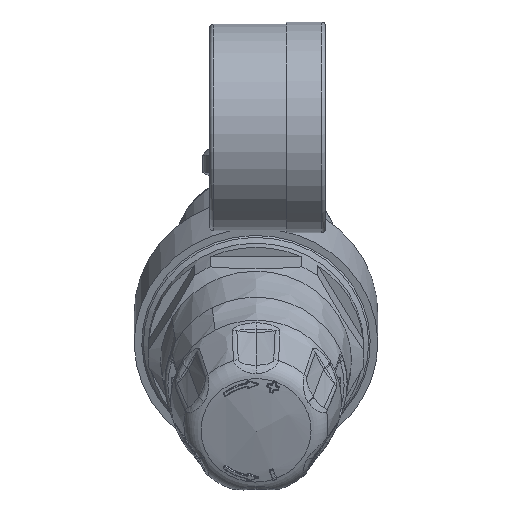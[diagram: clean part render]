
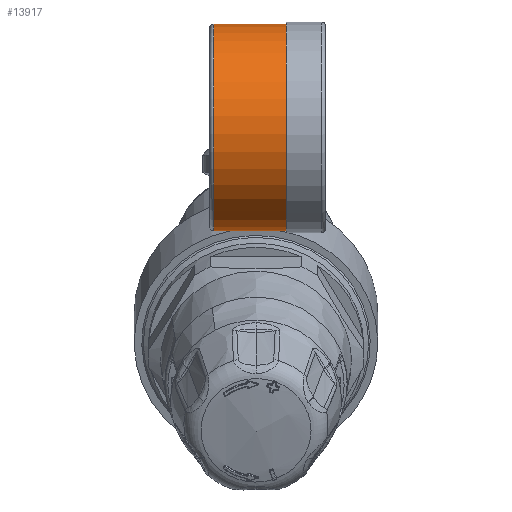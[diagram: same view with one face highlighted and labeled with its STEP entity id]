
A CAD part, top view. The second image highlights one B-rep face of the part: STEP entity #13917.
In plain terms, the highlighted cylindrical face has radius 25.5 mm (diameter 51 mm), a full revolution.
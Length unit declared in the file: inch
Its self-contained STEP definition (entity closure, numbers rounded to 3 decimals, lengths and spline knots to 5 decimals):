
#1305=FACE_BOUND('',#3296,.T.);
#1654=CYLINDRICAL_SURFACE('',#15355,1.00394);
#2459=FACE_OUTER_BOUND('',#3295,.T.);
#3295=EDGE_LOOP('',(#12219,#12220,#12221,#12222,#12223));
#3296=EDGE_LOOP('',(#12224,#12225,#12226,#12227));
#3761=LINE('',#46238,#4221);
#3769=LINE('',#46257,#4229);
#3773=LINE('',#46307,#4233);
#4221=VECTOR('',#18588,0.3937);
#4229=VECTOR('',#18606,0.3937);
#4233=VECTOR('',#18654,1.00394);
#4943=CIRCLE('',#15332,1.00394);
#4944=CIRCLE('',#15334,1.00394);
#4959=CIRCLE('',#15356,1.00394);
#4960=CIRCLE('',#15357,1.00394);
#4961=CIRCLE('',#15358,1.00394);
#6181=VERTEX_POINT('',#46236);
#6182=VERTEX_POINT('',#46237);
#6185=VERTEX_POINT('',#46245);
#6187=VERTEX_POINT('',#46251);
#6201=VERTEX_POINT('',#46302);
#6202=VERTEX_POINT('',#46303);
#6203=VERTEX_POINT('',#46306);
#8186=EDGE_CURVE('',#6181,#6182,#3761,.T.);
#8190=EDGE_CURVE('',#6185,#6181,#4943,.T.);
#8193=EDGE_CURVE('',#6182,#6187,#4944,.T.);
#8196=EDGE_CURVE('',#6187,#6185,#3769,.T.);
#8214=EDGE_CURVE('',#6201,#6202,#4959,.T.);
#8215=EDGE_CURVE('',#6202,#6201,#4960,.T.);
#8216=EDGE_CURVE('',#6202,#6203,#3773,.T.);
#8217=EDGE_CURVE('',#6203,#6203,#4961,.T.);
#12219=ORIENTED_EDGE('',*,*,#8214,.F.);
#12220=ORIENTED_EDGE('',*,*,#8215,.F.);
#12221=ORIENTED_EDGE('',*,*,#8216,.T.);
#12222=ORIENTED_EDGE('',*,*,#8217,.F.);
#12223=ORIENTED_EDGE('',*,*,#8216,.F.);
#12224=ORIENTED_EDGE('',*,*,#8190,.T.);
#12225=ORIENTED_EDGE('',*,*,#8186,.T.);
#12226=ORIENTED_EDGE('',*,*,#8193,.T.);
#12227=ORIENTED_EDGE('',*,*,#8196,.T.);
#13917=ADVANCED_FACE('',(#2459,#1305),#1654,.T.);
#15332=AXIS2_PLACEMENT_3D('',#46246,#18594,#18595);
#15334=AXIS2_PLACEMENT_3D('',#46252,#18600,#18601);
#15355=AXIS2_PLACEMENT_3D('',#46301,#18648,#18649);
#15356=AXIS2_PLACEMENT_3D('',#46304,#18650,#18651);
#15357=AXIS2_PLACEMENT_3D('',#46305,#18652,#18653);
#15358=AXIS2_PLACEMENT_3D('',#46308,#18655,#18656);
#18588=DIRECTION('',(-1.,0.,0.));
#18594=DIRECTION('center_axis',(1.,0.,0.));
#18595=DIRECTION('ref_axis',(0.,-0.961,0.276));
#18600=DIRECTION('center_axis',(-1.,0.,0.));
#18601=DIRECTION('ref_axis',(0.,-0.961,0.276));
#18606=DIRECTION('',(1.,0.,0.));
#18648=DIRECTION('center_axis',(-1.,0.,0.));
#18649=DIRECTION('ref_axis',(0.,-0.961,0.276));
#18650=DIRECTION('center_axis',(-1.,0.,0.));
#18651=DIRECTION('ref_axis',(0.,-0.961,0.276));
#18652=DIRECTION('center_axis',(-1.,0.,0.));
#18653=DIRECTION('ref_axis',(0.,-0.961,0.276));
#18654=DIRECTION('',(1.,0.,0.));
#18655=DIRECTION('center_axis',(1.,0.,0.));
#18656=DIRECTION('ref_axis',(0.,-0.961,0.276));
#46236=CARTESIAN_POINT('',(0.24498,1.33091,2.16524));
#46237=CARTESIAN_POINT('',(-0.24498,1.33091,2.16524));
#46238=CARTESIAN_POINT('',(-0.44875,1.33091,2.16524));
#46245=CARTESIAN_POINT('',(0.24498,0.85995,2.30038));
#46246=CARTESIAN_POINT('Origin',(0.24498,1.36395,3.16864));
#46251=CARTESIAN_POINT('',(-0.24498,0.85995,2.30038));
#46252=CARTESIAN_POINT('Origin',(-0.24498,1.36395,3.16864));
#46257=CARTESIAN_POINT('',(-0.44875,0.85995,2.30038));
#46301=CARTESIAN_POINT('Origin',(-0.44875,1.36395,3.16864));
#46302=CARTESIAN_POINT('',(-0.40938,0.3989,3.44536));
#46303=CARTESIAN_POINT('',(-0.40938,2.32899,2.89191));
#46304=CARTESIAN_POINT('Origin',(-0.40938,1.36395,3.16864));
#46305=CARTESIAN_POINT('Origin',(-0.40938,1.36395,3.16864));
#46306=CARTESIAN_POINT('',(0.29534,2.32899,2.89191));
#46307=CARTESIAN_POINT('',(-0.44875,2.32899,2.89191));
#46308=CARTESIAN_POINT('Origin',(0.29534,1.36395,3.16864));
